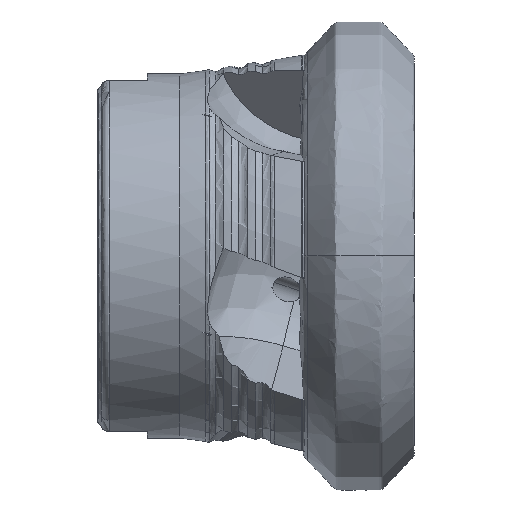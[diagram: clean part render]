
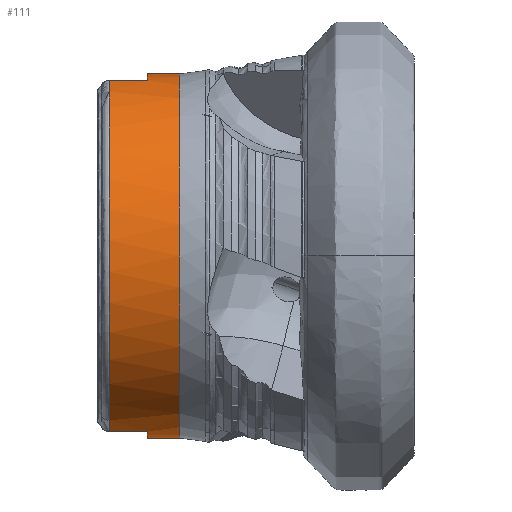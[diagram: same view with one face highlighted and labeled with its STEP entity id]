
A CAD part, front view. The second image highlights one B-rep face of the part: STEP entity #111.
In plain terms, the highlighted cylindrical face has radius 23 mm (diameter 46 mm), a partial arc.
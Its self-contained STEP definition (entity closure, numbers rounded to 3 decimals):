
#8 = VECTOR ( 'NONE', #7657, 1000. ) ;
#88 = ORIENTED_EDGE ( 'NONE', *, *, #8633, .T. ) ;
#111 = ADVANCED_FACE ( 'NONE', ( #889 ), #3335, .T. ) ;
#180 = DIRECTION ( 'NONE',  ( 1., 0., 0. ) ) ;
#277 = DIRECTION ( 'NONE',  ( 0., 0., -1. ) ) ;
#365 = VECTOR ( 'NONE', #180, 1000. ) ;
#537 = CARTESIAN_POINT ( 'NONE',  ( -32.779, 0., 23. ) ) ;
#648 = VECTOR ( 'NONE', #8255, 1000. ) ;
#847 = ORIENTED_EDGE ( 'NONE', *, *, #8063, .F. ) ;
#889 = FACE_OUTER_BOUND ( 'NONE', #2335, .T. ) ;
#952 = LINE ( 'NONE', #9125, #365 ) ;
#965 = VERTEX_POINT ( 'NONE', #2679 ) ;
#1048 = CARTESIAN_POINT ( 'NONE',  ( 0., 0., 0. ) ) ;
#1083 = VECTOR ( 'NONE', #7932, 1000. ) ;
#1599 = EDGE_CURVE ( 'NONE', #5360, #7796, #2991, .T. ) ;
#1624 = AXIS2_PLACEMENT_3D ( 'NONE', #5448, #2544, #7706 ) ;
#1780 = CARTESIAN_POINT ( 'NONE',  ( -28.676, 0., -23. ) ) ;
#2335 = EDGE_LOOP ( 'NONE', ( #3967, #8480, #9342, #3996, #3180, #847, #88, #2387 ) ) ;
#2387 = ORIENTED_EDGE ( 'NONE', *, *, #7083, .F. ) ;
#2464 = EDGE_CURVE ( 'NONE', #6065, #5360, #7093, .T. ) ;
#2522 = DIRECTION ( 'NONE',  ( 1., 0., 0. ) ) ;
#2544 = DIRECTION ( 'NONE',  ( -1., 0., 0. ) ) ;
#2679 = CARTESIAN_POINT ( 'NONE',  ( -28.676, 0., 23. ) ) ;
#2723 = CIRCLE ( 'NONE', #8029, 23. ) ;
#2883 = AXIS2_PLACEMENT_3D ( 'NONE', #1048, #7794, #9288 ) ;
#2894 = AXIS2_PLACEMENT_3D ( 'NONE', #7087, #3271, #277 ) ;
#2970 = DIRECTION ( 'NONE',  ( 0., 1., 0. ) ) ;
#2991 = CIRCLE ( 'NONE', #2894, 23. ) ;
#3180 = ORIENTED_EDGE ( 'NONE', *, *, #7559, .T. ) ;
#3271 = DIRECTION ( 'NONE',  ( 1., 0., 0. ) ) ;
#3274 = EDGE_CURVE ( 'NONE', #8264, #965, #6841, .T. ) ;
#3335 = CYLINDRICAL_SURFACE ( 'NONE', #2883, 23. ) ;
#3420 = EDGE_CURVE ( 'NONE', #6065, #8264, #4841, .T. ) ;
#3654 = CARTESIAN_POINT ( 'NONE',  ( -37.604, -6.179, -22.155 ) ) ;
#3967 = ORIENTED_EDGE ( 'NONE', *, *, #3274, .F. ) ;
#3996 = ORIENTED_EDGE ( 'NONE', *, *, #1599, .T. ) ;
#4454 = LINE ( 'NONE', #7752, #8 ) ;
#4652 = CARTESIAN_POINT ( 'NONE',  ( -32.779, -6.179, -22.155 ) ) ;
#4714 = CARTESIAN_POINT ( 'NONE',  ( -37.604, -6.179, 22.155 ) ) ;
#4720 = VERTEX_POINT ( 'NONE', #5111 ) ;
#4841 = CIRCLE ( 'NONE', #5698, 23. ) ;
#5111 = CARTESIAN_POINT ( 'NONE',  ( -32.779, 0., -23. ) ) ;
#5204 = CARTESIAN_POINT ( 'NONE',  ( -32.779, -6.179, 22.155 ) ) ;
#5333 = CARTESIAN_POINT ( 'NONE',  ( 0., -6.179, 22.155 ) ) ;
#5360 = VERTEX_POINT ( 'NONE', #4714 ) ;
#5448 = CARTESIAN_POINT ( 'NONE',  ( -32.779, 0., 0. ) ) ;
#5605 = CARTESIAN_POINT ( 'NONE',  ( 0., 0., 23. ) ) ;
#5698 = AXIS2_PLACEMENT_3D ( 'NONE', #5870, #9612, #2970 ) ;
#5870 = CARTESIAN_POINT ( 'NONE',  ( -32.779, 0., 0. ) ) ;
#6065 = VERTEX_POINT ( 'NONE', #5204 ) ;
#6841 = LINE ( 'NONE', #5605, #1083 ) ;
#7083 = EDGE_CURVE ( 'NONE', #965, #8076, #2723, .T. ) ;
#7087 = CARTESIAN_POINT ( 'NONE',  ( -37.604, 0., 0. ) ) ;
#7093 = LINE ( 'NONE', #5333, #648 ) ;
#7151 = CIRCLE ( 'NONE', #1624, 23. ) ;
#7559 = EDGE_CURVE ( 'NONE', #7796, #8338, #952, .T. ) ;
#7657 = DIRECTION ( 'NONE',  ( 1., 0., 0. ) ) ;
#7706 = DIRECTION ( 'NONE',  ( 0., 1., 0. ) ) ;
#7752 = CARTESIAN_POINT ( 'NONE',  ( 0., 0., -23. ) ) ;
#7794 = DIRECTION ( 'NONE',  ( 1., 0., 0. ) ) ;
#7796 = VERTEX_POINT ( 'NONE', #3654 ) ;
#7932 = DIRECTION ( 'NONE',  ( 1., 0., 0. ) ) ;
#8029 = AXIS2_PLACEMENT_3D ( 'NONE', #8403, #2522, #9139 ) ;
#8063 = EDGE_CURVE ( 'NONE', #4720, #8338, #7151, .T. ) ;
#8076 = VERTEX_POINT ( 'NONE', #1780 ) ;
#8255 = DIRECTION ( 'NONE',  ( -1., 0., 0. ) ) ;
#8264 = VERTEX_POINT ( 'NONE', #537 ) ;
#8338 = VERTEX_POINT ( 'NONE', #4652 ) ;
#8403 = CARTESIAN_POINT ( 'NONE',  ( -28.676, 0., 0. ) ) ;
#8480 = ORIENTED_EDGE ( 'NONE', *, *, #3420, .F. ) ;
#8633 = EDGE_CURVE ( 'NONE', #4720, #8076, #4454, .T. ) ;
#9125 = CARTESIAN_POINT ( 'NONE',  ( 0., -6.179, -22.155 ) ) ;
#9139 = DIRECTION ( 'NONE',  ( 0., 0., -1. ) ) ;
#9288 = DIRECTION ( 'NONE',  ( 0., 0., -1. ) ) ;
#9342 = ORIENTED_EDGE ( 'NONE', *, *, #2464, .T. ) ;
#9612 = DIRECTION ( 'NONE',  ( -1., 0., 0. ) ) ;
